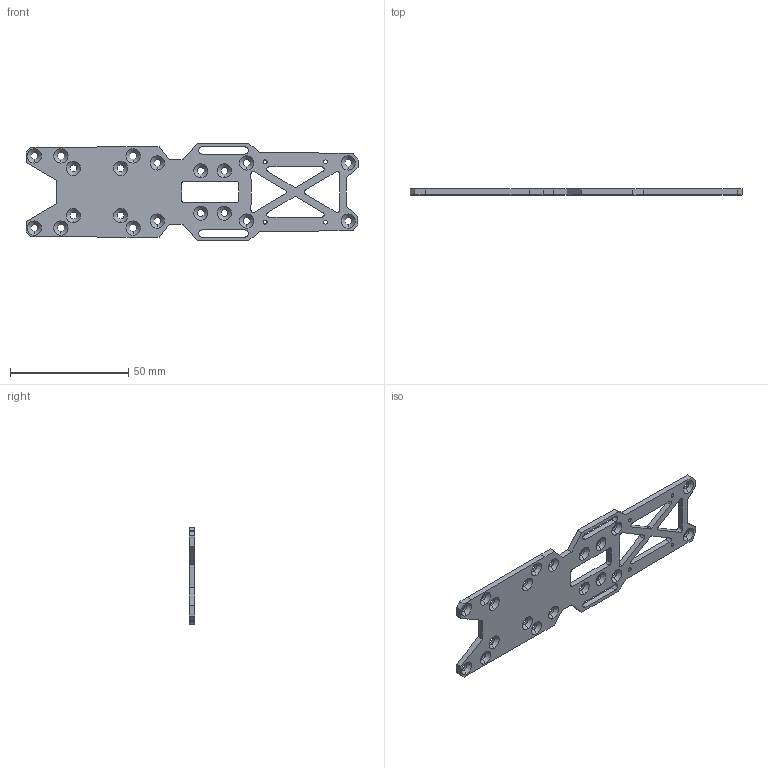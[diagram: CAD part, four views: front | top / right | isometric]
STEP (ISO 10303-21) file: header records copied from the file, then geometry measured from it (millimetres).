
FILE_DESCRIPTION (( 'STEP AP203' ), '1' );
FILE_NAME ('Bottom Plate.STEP', '2024-10-09T13:14:14', ( '' ), ( '' ), 'SwSTEP 2.0', 'SolidWorks 2023', '' );
FILE_SCHEMA (( 'CONFIG_CONTROL_DESIGN' ));
Length unit declared in the file: millimetre
Products named in the file (1): Bottom Plate
Bounding box: 140.45 x 2.5 x 41.2 mm (x, y, z)
Volume: 8345.9 mm3; surface area: 9897.4 mm2
Topology: 1 solids, 1 shells, 184 faces, 503 edges, 322 vertices
Faces by surface type: cylinder 79, plane 65, cone 40
Entity records: 6046 total; most frequent: DIRECTION 1071, CARTESIAN_POINT 1010, ORIENTED_EDGE 1006, EDGE_CURVE 503, AXIS2_PLACEMENT_3D 383, VERTEX_POINT 322, VECTOR 305, LINE 305
